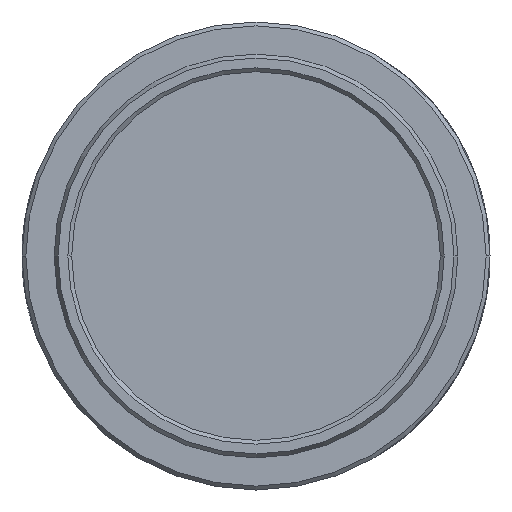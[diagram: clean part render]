
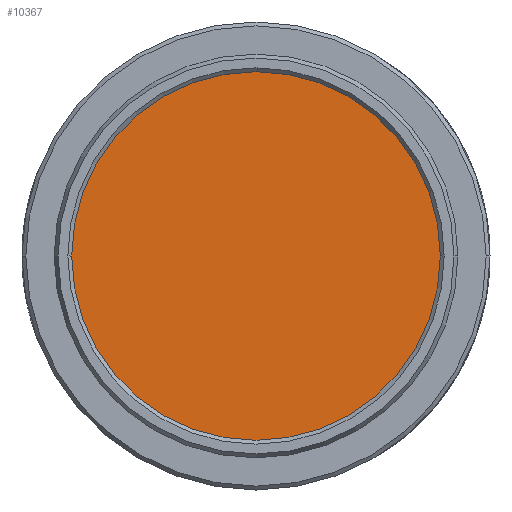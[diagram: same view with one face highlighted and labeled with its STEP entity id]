
A CAD part, left-side view. The second image highlights one B-rep face of the part: STEP entity #10367.
In plain terms, the highlighted planar face has unit normal (-1, 0, 0).
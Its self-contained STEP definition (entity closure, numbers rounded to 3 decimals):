
#321 = DIRECTION ( 'NONE',  ( 0., 0.23, -0.973 ) ) ;
#368 = ORIENTED_EDGE ( 'NONE', *, *, #13428, .F. ) ;
#487 = CIRCLE ( 'NONE', #12587, 12.559 ) ;
#3442 = PLANE ( 'NONE',  #14796 ) ;
#3811 = CARTESIAN_POINT ( 'NONE',  ( -2.286, 0., 0. ) ) ;
#4300 = CARTESIAN_POINT ( 'NONE',  ( -2.286, 2.891, -12.221 ) ) ;
#4818 = CARTESIAN_POINT ( 'NONE',  ( -2.286, 0., 0. ) ) ;
#4966 = DIRECTION ( 'NONE',  ( 0., 0.23, -0.973 ) ) ;
#5963 = DIRECTION ( 'NONE',  ( 0., 0.23, -0.973 ) ) ;
#6971 = CIRCLE ( 'NONE', #7470, 12.559 ) ;
#7231 = DIRECTION ( 'NONE',  ( 1., 0., 0. ) ) ;
#7470 = AXIS2_PLACEMENT_3D ( 'NONE', #14156, #7231, #321 ) ;
#8178 = FACE_OUTER_BOUND ( 'NONE', #12438, .T. ) ;
#10367 = ADVANCED_FACE ( 'NONE', ( #8178 ), #3442, .F. ) ;
#10475 = ORIENTED_EDGE ( 'NONE', *, *, #12509, .F. ) ;
#11838 = VERTEX_POINT ( 'NONE', #13811 ) ;
#11881 = DIRECTION ( 'NONE',  ( 1., 0., 0. ) ) ;
#12438 = EDGE_LOOP ( 'NONE', ( #368, #10475 ) ) ;
#12509 = EDGE_CURVE ( 'NONE', #11838, #13682, #6971, .T. ) ;
#12587 = AXIS2_PLACEMENT_3D ( 'NONE', #3811, #11881, #4966 ) ;
#12881 = DIRECTION ( 'NONE',  ( 1., 0., 0. ) ) ;
#13428 = EDGE_CURVE ( 'NONE', #13682, #11838, #487, .T. ) ;
#13682 = VERTEX_POINT ( 'NONE', #4300 ) ;
#13811 = CARTESIAN_POINT ( 'NONE',  ( -2.286, -2.891, 12.221 ) ) ;
#14156 = CARTESIAN_POINT ( 'NONE',  ( -2.286, 0., 0. ) ) ;
#14796 = AXIS2_PLACEMENT_3D ( 'NONE', #4818, #12881, #5963 ) ;
